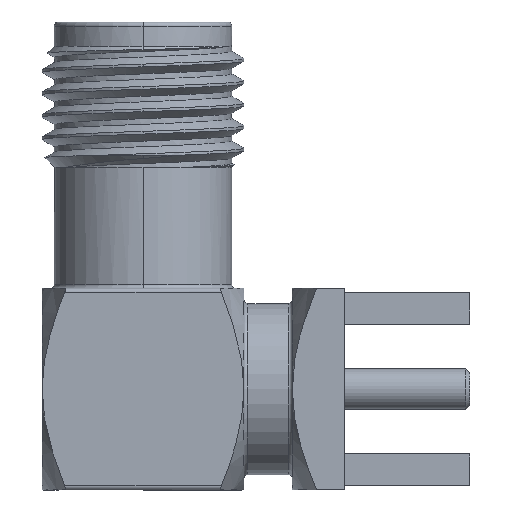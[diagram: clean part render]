
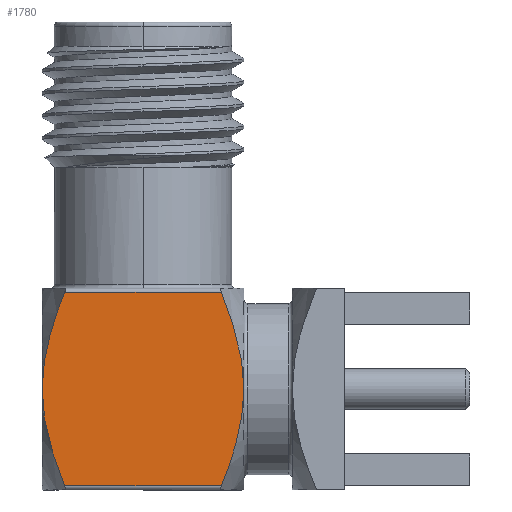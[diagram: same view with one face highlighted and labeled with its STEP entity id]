
A CAD part, left-side view. The second image highlights one B-rep face of the part: STEP entity #1780.
In plain terms, the highlighted planar face has unit normal (-1, 0, 0).
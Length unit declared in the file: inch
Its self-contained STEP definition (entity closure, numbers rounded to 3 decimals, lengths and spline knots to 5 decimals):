
#8 = EDGE_CURVE ( 'NONE', #316, #3749, #1137, .T. ) ;
#57 = CARTESIAN_POINT ( 'NONE',  ( -0.125, 0.11173, -0.08121 ) ) ;
#260 = ORIENTED_EDGE ( 'NONE', *, *, #1430, .T. ) ;
#263 = VECTOR ( 'NONE', #3867, 39.37008 ) ;
#288 = EDGE_LOOP ( 'NONE', ( #2477, #1290, #4194, #260, #1674, #2794 ) ) ;
#316 = VERTEX_POINT ( 'NONE', #1715 ) ;
#348 = CARTESIAN_POINT ( 'NONE',  ( -0.125, 0.125, 0. ) ) ;
#508 = VERTEX_POINT ( 'NONE', #2539 ) ;
#638 = CARTESIAN_POINT ( 'NONE',  ( -0.125, 0.125, -0.01031 ) ) ;
#682 = CARTESIAN_POINT ( 'NONE',  ( -0.125, -0.1214, -0.04121 ) ) ;
#722 = AXIS2_PLACEMENT_3D ( 'NONE', #1769, #3724, #4034 ) ;
#744 = CARTESIAN_POINT ( 'NONE',  ( -0.125, -0.1048, -0.10081 ) ) ;
#850 = CARTESIAN_POINT ( 'NONE',  ( -0.125, -0.10481, 0.10078 ) ) ;
#985 = B_SPLINE_CURVE_WITH_KNOTS ( 'NONE', 3,
 ( #1927, #3518, #1941, #1333, #1282, #348 ),
 .UNSPECIFIED., .F., .F.,
 ( 4, 2, 4 ),
 ( 0.00839, 0.00996, 0.01154 ),
 .UNSPECIFIED. ) ;
#999 = CARTESIAN_POINT ( 'NONE',  ( -0.125, 0.125, 0. ) ) ;
#1137 = B_SPLINE_CURVE_WITH_KNOTS ( 'NONE', 3,
 ( #1297, #744, #3543, #2997, #682, #2918, #1273, #3221 ),
 .UNSPECIFIED., .F., .F.,
 ( 4, 2, 2, 4 ),
 ( 0.00365, 0.00523, 0.00601, 0.0068 ),
 .UNSPECIFIED. ) ;
#1180 = CARTESIAN_POINT ( 'NONE',  ( -0.125, -0.09713, 0.12 ) ) ;
#1273 = CARTESIAN_POINT ( 'NONE',  ( -0.125, -0.125, -0.0103 ) ) ;
#1274 = EDGE_CURVE ( 'NONE', #2144, #1410, #985, .T. ) ;
#1282 = CARTESIAN_POINT ( 'NONE',  ( -0.125, 0.125, 0.0208 ) ) ;
#1290 = ORIENTED_EDGE ( 'NONE', *, *, #1513, .T. ) ;
#1297 = CARTESIAN_POINT ( 'NONE',  ( -0.125, -0.09713, -0.12 ) ) ;
#1301 = CARTESIAN_POINT ( 'NONE',  ( -0.125, 0.1048, -0.10082 ) ) ;
#1329 = CARTESIAN_POINT ( 'NONE',  ( -0.125, 0.1214, -0.0412 ) ) ;
#1333 = CARTESIAN_POINT ( 'NONE',  ( -0.125, 0.12191, 0.0411 ) ) ;
#1410 = VERTEX_POINT ( 'NONE', #3531 ) ;
#1430 = EDGE_CURVE ( 'NONE', #1410, #508, #3415, .T. ) ;
#1459 = DIRECTION ( 'NONE',  ( 0., 1., 0. ) ) ;
#1513 = EDGE_CURVE ( 'NONE', #3717, #2144, #3998, .T. ) ;
#1531 = CARTESIAN_POINT ( 'NONE',  ( -0.125, -0.125, 0. ) ) ;
#1674 = ORIENTED_EDGE ( 'NONE', *, *, #4036, .T. ) ;
#1715 = CARTESIAN_POINT ( 'NONE',  ( -0.125, -0.09713, -0.12 ) ) ;
#1769 = CARTESIAN_POINT ( 'NONE',  ( -0.125, -0.185, -0.125 ) ) ;
#1780 = ADVANCED_FACE ( 'NONE', ( #4143 ), #3053, .T. ) ;
#1843 = LINE ( 'NONE', #4160, #263 ) ;
#1847 = CARTESIAN_POINT ( 'NONE',  ( -0.125, -0.11178, 0.08105 ) ) ;
#1927 = CARTESIAN_POINT ( 'NONE',  ( -0.125, 0.09713, 0.12 ) ) ;
#1941 = CARTESIAN_POINT ( 'NONE',  ( -0.125, 0.11178, 0.08106 ) ) ;
#2130 = CARTESIAN_POINT ( 'NONE',  ( -0.125, -0.09713, 0.12 ) ) ;
#2144 = VERTEX_POINT ( 'NONE', #4031 ) ;
#2477 = ORIENTED_EDGE ( 'NONE', *, *, #3926, .T. ) ;
#2506 = CARTESIAN_POINT ( 'NONE',  ( -0.125, -0.125, 0. ) ) ;
#2539 = CARTESIAN_POINT ( 'NONE',  ( -0.125, 0.09713, -0.12 ) ) ;
#2794 = ORIENTED_EDGE ( 'NONE', *, *, #8, .T. ) ;
#2898 = CARTESIAN_POINT ( 'NONE',  ( -0.125, 0.11933, -0.05128 ) ) ;
#2918 = CARTESIAN_POINT ( 'NONE',  ( -0.125, -0.12424, -0.02076 ) ) ;
#2997 = CARTESIAN_POINT ( 'NONE',  ( -0.125, -0.11933, -0.05129 ) ) ;
#3053 = PLANE ( 'NONE',  #722 ) ;
#3221 = CARTESIAN_POINT ( 'NONE',  ( -0.125, -0.125, 0. ) ) ;
#3379 = CARTESIAN_POINT ( 'NONE',  ( -0.125, -0.185, 0.12 ) ) ;
#3415 = B_SPLINE_CURVE_WITH_KNOTS ( 'NONE', 3,
 ( #999, #638, #3595, #1329, #2898, #57, #1301, #3551 ),
 .UNSPECIFIED., .F., .F.,
 ( 4, 2, 2, 4 ),
 ( 0.01154, 0.01232, 0.01309, 0.01465 ),
 .UNSPECIFIED. ) ;
#3450 = CARTESIAN_POINT ( 'NONE',  ( -0.125, -0.12191, 0.04108 ) ) ;
#3462 = CARTESIAN_POINT ( 'NONE',  ( -0.125, -0.125, 0.02079 ) ) ;
#3518 = CARTESIAN_POINT ( 'NONE',  ( -0.125, 0.10481, 0.10079 ) ) ;
#3531 = CARTESIAN_POINT ( 'NONE',  ( -0.125, 0.125, 0. ) ) ;
#3543 = CARTESIAN_POINT ( 'NONE',  ( -0.125, -0.11173, -0.08121 ) ) ;
#3551 = CARTESIAN_POINT ( 'NONE',  ( -0.125, 0.09713, -0.12 ) ) ;
#3595 = CARTESIAN_POINT ( 'NONE',  ( -0.125, 0.12424, -0.02077 ) ) ;
#3717 = VERTEX_POINT ( 'NONE', #1180 ) ;
#3724 = DIRECTION ( 'NONE',  ( -1., 0., 0. ) ) ;
#3749 = VERTEX_POINT ( 'NONE', #1531 ) ;
#3793 = VECTOR ( 'NONE', #1459, 39.37008 ) ;
#3867 = DIRECTION ( 'NONE',  ( 0., -1., 0. ) ) ;
#3926 = EDGE_CURVE ( 'NONE', #3749, #3717, #4019, .T. ) ;
#3998 = LINE ( 'NONE', #3379, #3793 ) ;
#4019 = B_SPLINE_CURVE_WITH_KNOTS ( 'NONE', 3,
 ( #2506, #3462, #3450, #1847, #850, #2130 ),
 .UNSPECIFIED., .F., .F.,
 ( 4, 2, 4 ),
 ( 0.0068, 0.00839, 0.00997 ),
 .UNSPECIFIED. ) ;
#4031 = CARTESIAN_POINT ( 'NONE',  ( -0.125, 0.09713, 0.12 ) ) ;
#4034 = DIRECTION ( 'NONE',  ( 0., 0., 1. ) ) ;
#4036 = EDGE_CURVE ( 'NONE', #508, #316, #1843, .T. ) ;
#4143 = FACE_OUTER_BOUND ( 'NONE', #288, .T. ) ;
#4160 = CARTESIAN_POINT ( 'NONE',  ( -0.125, -0.185, -0.12 ) ) ;
#4194 = ORIENTED_EDGE ( 'NONE', *, *, #1274, .T. ) ;
